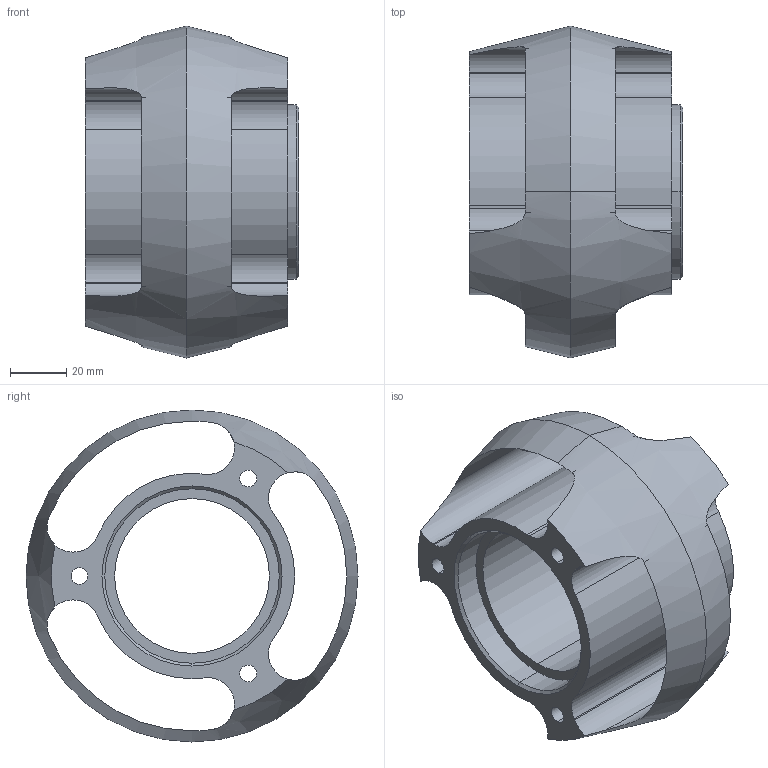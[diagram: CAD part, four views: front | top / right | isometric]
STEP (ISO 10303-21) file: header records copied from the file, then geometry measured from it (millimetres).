
FILE_DESCRIPTION (( 'STEP AP203' ), '1' );
FILE_NAME ('JANTE CARIO ARR CENTRALE.STEP', '2023-12-11T19:38:34', ( '' ), ( '' ), 'SwSTEP 2.0', 'SolidWorks 2018', '' );
FILE_SCHEMA (( 'CONFIG_CONTROL_DESIGN' ));
Length unit declared in the file: millimetre
Products named in the file (1): JANTE CARIO ARR CENTRALE
Bounding box: 76 x 118 x 118 mm (x, y, z)
Volume: 219795.1 mm3; surface area: 66286.3 mm2
Topology: 1 solids, 1 shells, 52 faces, 154 edges, 100 vertices
Faces by surface type: cylinder 34, plane 10, cone 8
Entity records: 2109 total; most frequent: CARTESIAN_POINT 565, DIRECTION 326, ORIENTED_EDGE 308, EDGE_CURVE 154, AXIS2_PLACEMENT_3D 133, VERTEX_POINT 100, CIRCLE 80, EDGE_LOOP 62
